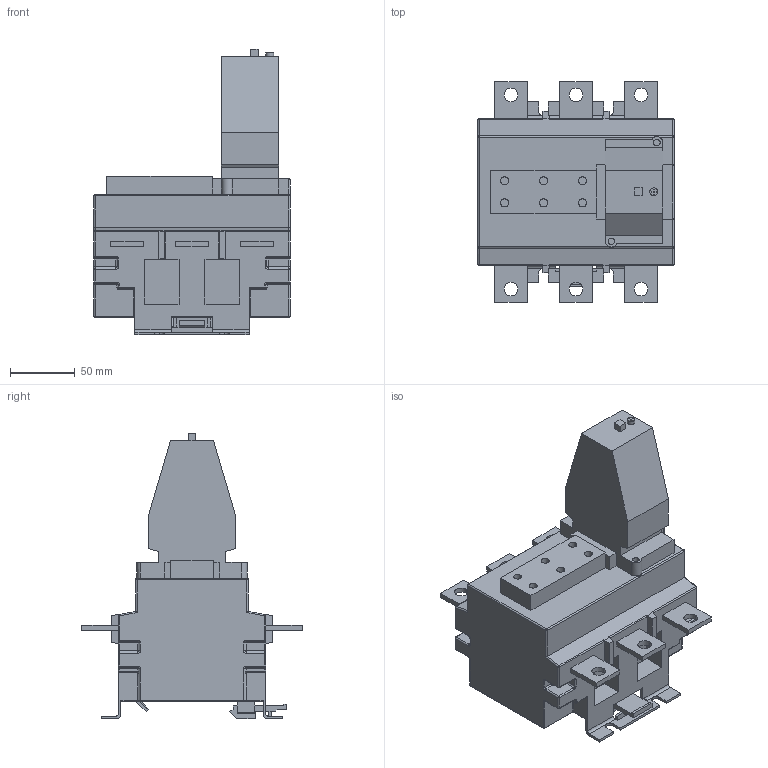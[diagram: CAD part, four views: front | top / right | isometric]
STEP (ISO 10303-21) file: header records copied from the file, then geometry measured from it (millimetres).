
FILE_DESCRIPTION (( 'STEP AP203' ), '1' );
FILE_NAME ('Ðåëå òåïëîâîå ÐÒÝ-53125 125-200À EKF PROxima (rel-53125-125-200 ).STEP', '2022-10-05T05:54:19', ( '' ), ( '' ), 'SwSTEP 2.0', 'SolidWorks 2021', '' );
FILE_SCHEMA (( 'CONFIG_CONTROL_DESIGN' ));
Length unit declared in the file: millimetre
Products named in the file (1): Ðåëå òåïëîâîå ÐÒÝ-53125 125-200À EKF PROxima (rel-53125-125-200 )
Bounding box: 151 x 169.5 x 220 mm (x, y, z)
Volume: 1747791.6 mm3; surface area: 139608.5 mm2
Topology: 1 solids, 1 shells, 502 faces, 1265 edges, 742 vertices
Faces by surface type: plane 253, cylinder 175, sphere 40, torus 32, bspline 2
Entity records: 14738 total; most frequent: CARTESIAN_POINT 2698, DIRECTION 2563, ORIENTED_EDGE 2450, EDGE_CURVE 1225, AXIS2_PLACEMENT_3D 865, LINE 833, VECTOR 833, VERTEX_POINT 742
